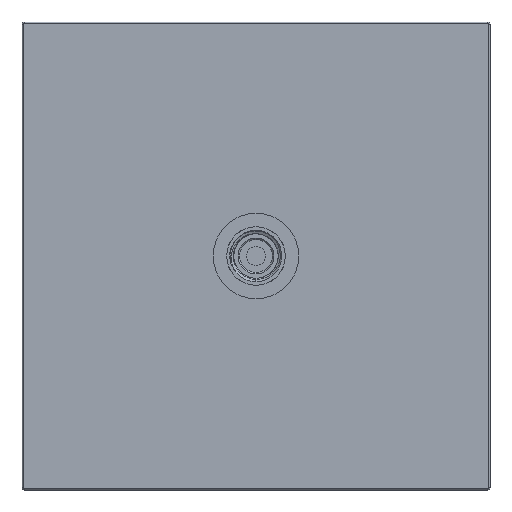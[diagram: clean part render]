
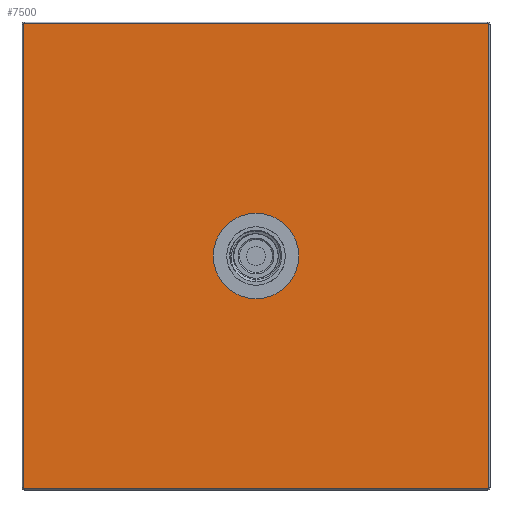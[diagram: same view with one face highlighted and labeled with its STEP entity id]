
A CAD part, front view. The second image highlights one B-rep face of the part: STEP entity #7500.
In plain terms, the highlighted planar face has unit normal (0, -1, 0).
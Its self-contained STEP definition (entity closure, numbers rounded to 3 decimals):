
#1=CARTESIAN_POINT('',(0.,0.,0.));
#2=DIRECTION('',(0.,1.,0.));
#3=DIRECTION('',(1.,0.,0.));
#4=AXIS2_PLACEMENT_3D('',#1,#2,#3);
#6=CARTESIAN_POINT('',(0.,0.,0.));
#7=DIRECTION('',(0.,1.,0.));
#8=DIRECTION('',(-1.,0.,0.));
#9=AXIS2_PLACEMENT_3D('',#6,#7,#8);
#11=DIRECTION('',(0.,0.,-1.));
#12=VECTOR('',#11,198.);
#13=CARTESIAN_POINT('',(-99.3,0.,99.));
#14=LINE('',#13,#12);
#15=CARTESIAN_POINT('',(-99.,0.,99.));
#16=DIRECTION('',(0.,-1.,0.));
#17=DIRECTION('',(0.,0.,1.));
#18=AXIS2_PLACEMENT_3D('',#15,#16,#17);
#20=DIRECTION('',(-1.,0.,0.));
#21=VECTOR('',#20,198.);
#22=CARTESIAN_POINT('',(99.,0.,99.3));
#23=LINE('',#22,#21);
#24=CARTESIAN_POINT('',(99.,0.,99.));
#25=DIRECTION('',(0.,-1.,0.));
#26=DIRECTION('',(1.,0.,0.));
#27=AXIS2_PLACEMENT_3D('',#24,#25,#26);
#29=DIRECTION('',(0.,0.,1.));
#30=VECTOR('',#29,198.);
#31=CARTESIAN_POINT('',(99.3,0.,-99.));
#32=LINE('',#31,#30);
#33=CARTESIAN_POINT('',(99.,0.,-99.));
#34=DIRECTION('',(0.,-1.,0.));
#35=DIRECTION('',(0.,0.,-1.));
#36=AXIS2_PLACEMENT_3D('',#33,#34,#35);
#38=DIRECTION('',(1.,0.,0.));
#39=VECTOR('',#38,198.);
#40=CARTESIAN_POINT('',(-99.,0.,-99.3));
#41=LINE('',#40,#39);
#42=CARTESIAN_POINT('',(-99.,0.,-99.));
#43=DIRECTION('',(0.,-1.,0.));
#44=DIRECTION('',(-1.,0.,0.));
#45=AXIS2_PLACEMENT_3D('',#42,#43,#44);
#5943=CARTESIAN_POINT('',(17.5,0.,0.));
#5944=CARTESIAN_POINT('',(-17.5,0.,0.));
#5945=VERTEX_POINT('',#5943);
#5946=VERTEX_POINT('',#5944);
#5967=CARTESIAN_POINT('',(-99.3,0.,99.));
#5968=CARTESIAN_POINT('',(-99.3,0.,-99.));
#5969=VERTEX_POINT('',#5967);
#5970=VERTEX_POINT('',#5968);
#5971=CARTESIAN_POINT('',(99.,0.,99.3));
#5972=CARTESIAN_POINT('',(-99.,0.,99.3));
#5973=VERTEX_POINT('',#5971);
#5974=VERTEX_POINT('',#5972);
#5979=CARTESIAN_POINT('',(-99.,0.,-99.3));
#5980=CARTESIAN_POINT('',(99.,0.,-99.3));
#5981=VERTEX_POINT('',#5979);
#5982=VERTEX_POINT('',#5980);
#5987=CARTESIAN_POINT('',(99.3,0.,-99.));
#5988=CARTESIAN_POINT('',(99.3,0.,99.));
#5989=VERTEX_POINT('',#5987);
#5990=VERTEX_POINT('',#5988);
#7471=CARTESIAN_POINT('',(0.,0.,0.));
#7472=DIRECTION('',(0.,1.,0.));
#7473=DIRECTION('',(1.,0.,0.));
#7474=AXIS2_PLACEMENT_3D('',#7471,#7472,#7473);
#7475=PLANE('',#7474);
#7477=ORIENTED_EDGE('',*,*,#7476,.F.);
#7479=ORIENTED_EDGE('',*,*,#7478,.F.);
#7481=ORIENTED_EDGE('',*,*,#7480,.F.);
#7483=ORIENTED_EDGE('',*,*,#7482,.F.);
#7485=ORIENTED_EDGE('',*,*,#7484,.F.);
#7487=ORIENTED_EDGE('',*,*,#7486,.F.);
#7489=ORIENTED_EDGE('',*,*,#7488,.F.);
#7491=ORIENTED_EDGE('',*,*,#7490,.F.);
#7492=EDGE_LOOP('',(#7477,#7479,#7481,#7483,#7485,#7487,#7489,#7491));
#7493=FACE_OUTER_BOUND('',#7492,.F.);
#7495=ORIENTED_EDGE('',*,*,#7494,.F.);
#7497=ORIENTED_EDGE('',*,*,#7496,.F.);
#7498=EDGE_LOOP('',(#7495,#7497));
#7499=FACE_BOUND('',#7498,.F.);
#7500=ADVANCED_FACE('',(#7493,#7499),#7475,.F.);
#5=CIRCLE('',#4,17.5);
#10=CIRCLE('',#9,17.5);
#19=CIRCLE('',#18,0.3);
#28=CIRCLE('',#27,0.3);
#37=CIRCLE('',#36,0.3);
#46=CIRCLE('',#45,0.3);
#7476=EDGE_CURVE('',#5969,#5970,#14,.T.);
#7478=EDGE_CURVE('',#5974,#5969,#19,.T.);
#7480=EDGE_CURVE('',#5973,#5974,#23,.T.);
#7482=EDGE_CURVE('',#5990,#5973,#28,.T.);
#7484=EDGE_CURVE('',#5989,#5990,#32,.T.);
#7486=EDGE_CURVE('',#5982,#5989,#37,.T.);
#7488=EDGE_CURVE('',#5981,#5982,#41,.T.);
#7490=EDGE_CURVE('',#5970,#5981,#46,.T.);
#7494=EDGE_CURVE('',#5945,#5946,#5,.T.);
#7496=EDGE_CURVE('',#5946,#5945,#10,.T.);
